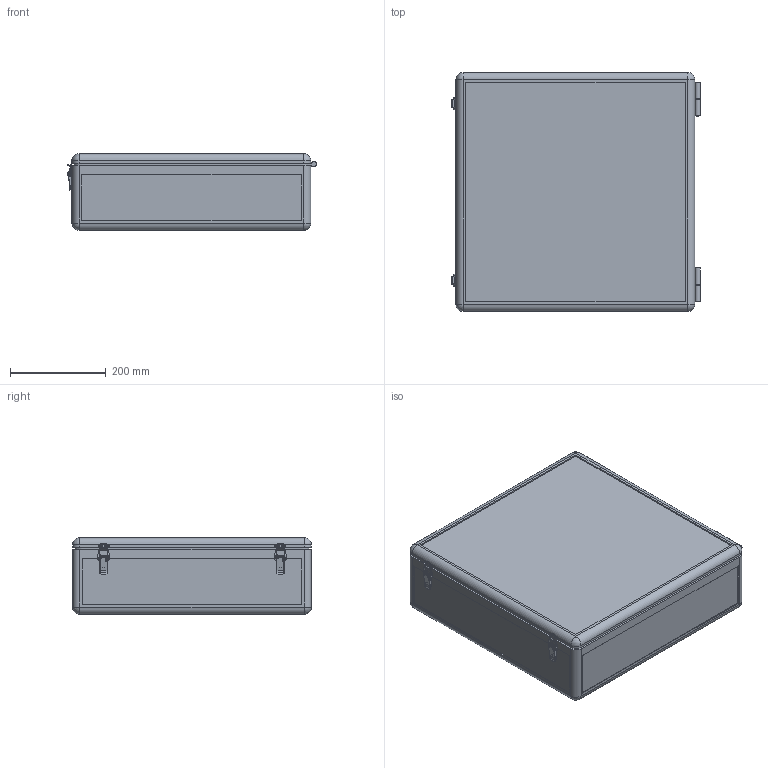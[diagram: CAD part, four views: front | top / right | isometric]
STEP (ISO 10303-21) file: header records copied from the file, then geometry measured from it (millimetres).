
FILE_DESCRIPTION (( 'STEP AP203' ), '1' );
FILE_NAME ('CHB-508N-STP.step', '2024-05-14T06:32:53', ( '' ), ( '' ), 'SwSTEP 2.0', 'SolidWorks 2011', '' );
FILE_SCHEMA (( 'CONFIG_CONTROL_DESIGN' ));
Length unit declared in the file: millimetre
Products named in the file (3): CHB-508N-STP; door; box
Assembly tree (2 placements, depth 2):
  CHB-508N-STP
    door
    box
Bounding box: 520.6 x 500 x 160 mm (x, y, z)
Volume: 2920369.6 mm3; surface area: 1989888.5 mm2
Topology: 6 solids, 6 shells, 1722 faces, 4488 edges, 2826 vertices
Faces by surface type: plane 1224, cylinder 378, bspline 60, sphere 36, cone 16, torus 8
Entity records: 60827 total; most frequent: CARTESIAN_POINT 18581, ORIENTED_EDGE 8896, DIRECTION 8266, EDGE_CURVE 4448, VECTOR 3488, LINE 3488, VERTEX_POINT 2826, AXIS2_PLACEMENT_3D 2389
